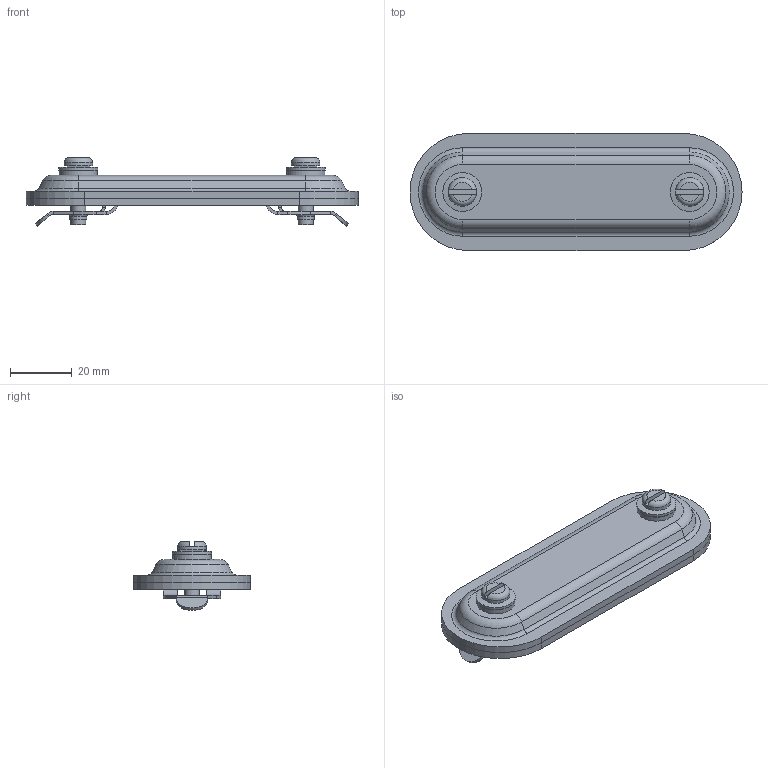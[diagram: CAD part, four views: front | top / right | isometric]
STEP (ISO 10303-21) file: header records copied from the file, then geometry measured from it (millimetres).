
FILE_DESCRIPTION(/* description */ (''),/* implementation_level */ '2;1');
FILE_NAME(/* name */ 'KIL_270GSA.stp',/* time_stamp */ '2019-10-10T12:34:35+05:00',/* author */ ('kr'),/* organization */ (''),/* preprocessor_version */ 'ST-DEVELOPER v16.13',/* originating_system */ 'Autodesk Inventor 2018',/* authorisation */ '');
FILE_SCHEMA (('AUTOMOTIVE_DESIGN { 1 0 10303 214 3 1 1 }'));
Length unit declared in the file: inch
Products named in the file (6): 270GSA; 270SA; 17664; 18038; SEE NX 17948.PRT; 17666-1
Assembly tree (7 placements, depth 3):
  270GSA
    270SA
      17664
      18038  x2
      SEE NX 17948.PRT  x2
    17666-1
Bounding box: 107.95 x 38.1 x 22.3 mm (x, y, z)
Volume: 18941.9 mm3; surface area: 20595.6 mm2
Topology: 10 solids, 10 shells, 238 faces, 568 edges, 344 vertices
Faces by surface type: plane 100, cylinder 90, bspline 24, cone 12, torus 12
Full cylindrical faces by diameter (mm): 3.734 x2, 4.318 x2, 4.826 x2, 5.08 x2, 5.556 x2, 5.588 x2, 9.271 x2, 12.446 x2, 12.7 x2
Entity records: 4549 total; most frequent: CARTESIAN_POINT 1036, DIRECTION 710, ORIENTED_EDGE 656, EDGE_CURVE 328, AXIS2_PLACEMENT_3D 272, VERTEX_POINT 210, EDGE_LOOP 176, LINE 166
